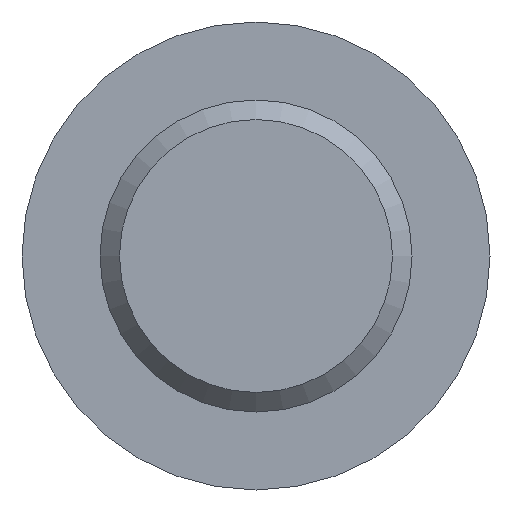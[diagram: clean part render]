
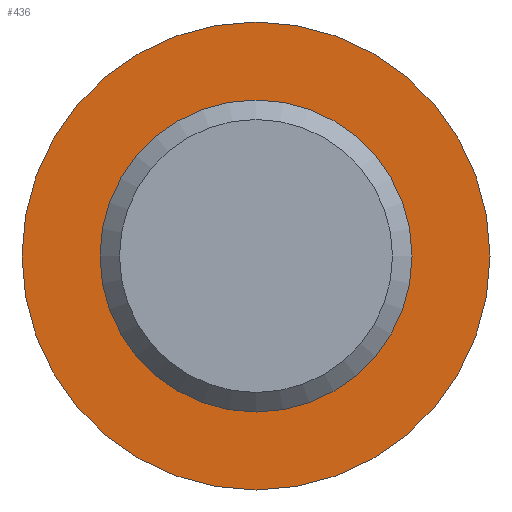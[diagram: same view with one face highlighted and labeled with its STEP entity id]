
A CAD part, front view. The second image highlights one B-rep face of the part: STEP entity #436.
In plain terms, the highlighted planar face has unit normal (0, -1, 0).
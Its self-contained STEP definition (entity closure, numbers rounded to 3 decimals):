
#25 = PLANE ( 'NONE',  #176 ) ;
#29 = ORIENTED_EDGE ( 'NONE', *, *, #535, .F. ) ;
#30 = VERTEX_POINT ( 'NONE', #496 ) ;
#39 = AXIS2_PLACEMENT_3D ( 'NONE', #161, #287, #119 ) ;
#65 = ORIENTED_EDGE ( 'NONE', *, *, #494, .T. ) ;
#66 = DIRECTION ( 'NONE',  ( 0., -1., 0. ) ) ;
#92 = AXIS2_PLACEMENT_3D ( 'NONE', #239, #66, #412 ) ;
#101 = DIRECTION ( 'NONE',  ( 0., 1., 0. ) ) ;
#119 = DIRECTION ( 'NONE',  ( 0., 0., -1. ) ) ;
#149 = FACE_OUTER_BOUND ( 'NONE', #406, .T. ) ;
#161 = CARTESIAN_POINT ( 'NONE',  ( 0., 90., 0. ) ) ;
#176 = AXIS2_PLACEMENT_3D ( 'NONE', #524, #101, #401 ) ;
#239 = CARTESIAN_POINT ( 'NONE',  ( 0., 90., 0. ) ) ;
#245 = VERTEX_POINT ( 'NONE', #450 ) ;
#287 = DIRECTION ( 'NONE',  ( 0., -1., 0. ) ) ;
#315 = FACE_BOUND ( 'NONE', #327, .T. ) ;
#327 = EDGE_LOOP ( 'NONE', ( #29 ) ) ;
#367 = CIRCLE ( 'NONE', #39, 12. ) ;
#389 = CIRCLE ( 'NONE', #92, 8. ) ;
#401 = DIRECTION ( 'NONE',  ( 0., 0., 1. ) ) ;
#406 = EDGE_LOOP ( 'NONE', ( #65 ) ) ;
#412 = DIRECTION ( 'NONE',  ( 0., 0., -1. ) ) ;
#436 = ADVANCED_FACE ( 'NONE', ( #315, #149 ), #25, .F. ) ;
#450 = CARTESIAN_POINT ( 'NONE',  ( 0., 90., -12. ) ) ;
#494 = EDGE_CURVE ( 'NONE', #245, #245, #367, .T. ) ;
#496 = CARTESIAN_POINT ( 'NONE',  ( 0., 90., -8. ) ) ;
#524 = CARTESIAN_POINT ( 'NONE',  ( -8., 90., 0. ) ) ;
#535 = EDGE_CURVE ( 'NONE', #30, #30, #389, .T. ) ;
